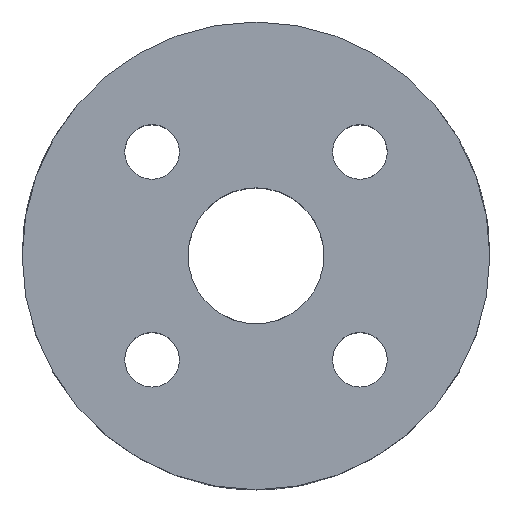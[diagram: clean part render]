
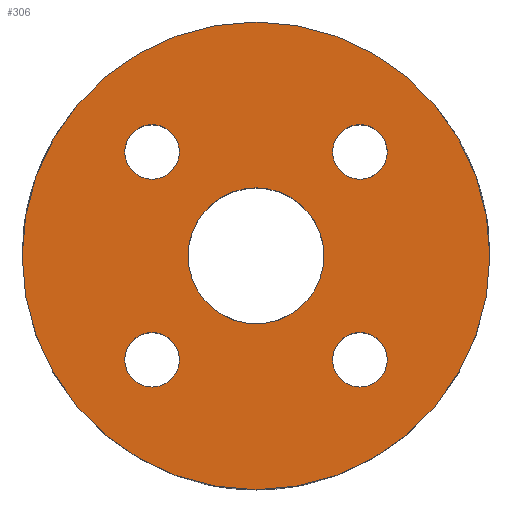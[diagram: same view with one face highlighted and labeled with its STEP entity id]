
A CAD part, top view. The second image highlights one B-rep face of the part: STEP entity #306.
In plain terms, the highlighted planar face has unit normal (0, 0, 1).
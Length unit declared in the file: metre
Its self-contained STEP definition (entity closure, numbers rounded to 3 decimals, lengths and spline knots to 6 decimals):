
#79=ORIENTED_EDGE('',*,*,#143,.F.);
#80=ORIENTED_EDGE('',*,*,#144,.T.);
#81=ORIENTED_EDGE('',*,*,#145,.T.);
#82=ORIENTED_EDGE('',*,*,#146,.T.);
#83=ORIENTED_EDGE('',*,*,#147,.T.);
#84=ORIENTED_EDGE('',*,*,#148,.T.);
#143=EDGE_CURVE('',#172,#172,#190,.T.);
#144=EDGE_CURVE('',#173,#173,#191,.T.);
#145=EDGE_CURVE('',#174,#174,#192,.T.);
#146=EDGE_CURVE('',#175,#175,#193,.T.);
#147=EDGE_CURVE('',#176,#176,#194,.T.);
#148=EDGE_CURVE('',#177,#177,#195,.T.);
#172=VERTEX_POINT('',#590);
#173=VERTEX_POINT('',#592);
#174=VERTEX_POINT('',#594);
#175=VERTEX_POINT('',#596);
#176=VERTEX_POINT('',#598);
#177=VERTEX_POINT('',#600);
#190=CIRCLE('',#349,0.018);
#191=CIRCLE('',#350,0.005232);
#192=CIRCLE('',#351,0.0021);
#193=CIRCLE('',#352,0.0021);
#194=CIRCLE('',#353,0.0021);
#195=CIRCLE('',#354,0.0021);
#216=EDGE_LOOP('',(#79));
#217=EDGE_LOOP('',(#80));
#218=EDGE_LOOP('',(#81));
#219=EDGE_LOOP('',(#82));
#220=EDGE_LOOP('',(#83));
#221=EDGE_LOOP('',(#84));
#262=FACE_BOUND('',#216,.T.);
#263=FACE_BOUND('',#217,.T.);
#264=FACE_BOUND('',#218,.T.);
#265=FACE_BOUND('',#219,.T.);
#266=FACE_BOUND('',#220,.T.);
#267=FACE_BOUND('',#221,.T.);
#295=PLANE('',#348);
#306=ADVANCED_FACE('',(#262,#263,#264,#265,#266,#267),#295,.F.);
#348=AXIS2_PLACEMENT_3D('',#588,#413,#414);
#349=AXIS2_PLACEMENT_3D('',#589,#415,#416);
#350=AXIS2_PLACEMENT_3D('',#591,#417,#418);
#351=AXIS2_PLACEMENT_3D('',#593,#419,#420);
#352=AXIS2_PLACEMENT_3D('',#595,#421,#422);
#353=AXIS2_PLACEMENT_3D('',#597,#423,#424);
#354=AXIS2_PLACEMENT_3D('',#599,#425,#426);
#413=DIRECTION('',(0.,0.,-1.));
#414=DIRECTION('',(1.,0.,0.));
#415=DIRECTION('',(0.,0.,-1.));
#416=DIRECTION('',(-1.,0.,0.));
#417=DIRECTION('',(0.,0.,-1.));
#418=DIRECTION('',(-1.,0.,0.));
#419=DIRECTION('',(0.,0.,-1.));
#420=DIRECTION('',(-1.,0.,0.));
#421=DIRECTION('',(0.,0.,-1.));
#422=DIRECTION('',(-1.,0.,0.));
#423=DIRECTION('',(0.,0.,-1.));
#424=DIRECTION('',(-1.,0.,0.));
#425=DIRECTION('',(0.,0.,-1.));
#426=DIRECTION('',(-1.,0.,0.));
#588=CARTESIAN_POINT('',(0.,0.,-0.007));
#589=CARTESIAN_POINT('',(0.,0.,-0.007));
#590=CARTESIAN_POINT('',(-0.018,0.,-0.007));
#591=CARTESIAN_POINT('',(0.,0.,-0.007));
#592=CARTESIAN_POINT('',(-0.005232,0.,-0.007));
#593=CARTESIAN_POINT('',(-0.008,-0.008,-0.007));
#594=CARTESIAN_POINT('',(-0.0101,-0.008,-0.007));
#595=CARTESIAN_POINT('',(0.008,-0.008,-0.007));
#596=CARTESIAN_POINT('',(0.0059,-0.008,-0.007));
#597=CARTESIAN_POINT('',(0.008,0.008,-0.007));
#598=CARTESIAN_POINT('',(0.0059,0.008,-0.007));
#599=CARTESIAN_POINT('',(-0.008,0.008,-0.007));
#600=CARTESIAN_POINT('',(-0.0101,0.008,-0.007));
